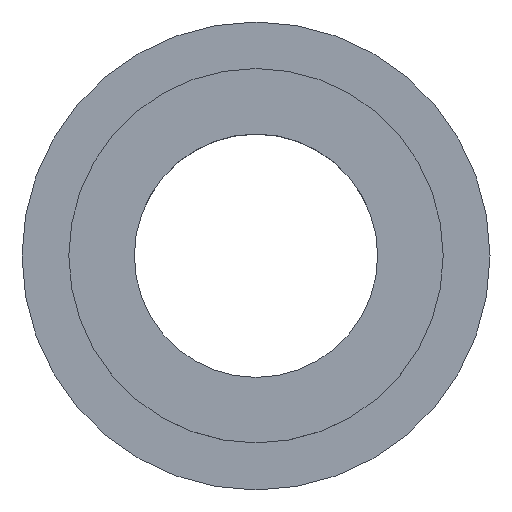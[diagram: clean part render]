
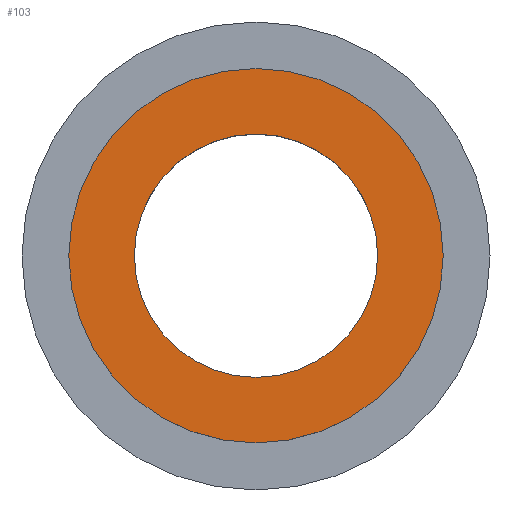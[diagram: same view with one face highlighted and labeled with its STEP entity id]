
A CAD part, top view. The second image highlights one B-rep face of the part: STEP entity #103.
In plain terms, the highlighted planar face has unit normal (0, 0, 1).
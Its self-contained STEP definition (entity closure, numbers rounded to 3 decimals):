
#44=CARTESIAN_POINT('',(1.3,-0.0,0.2));
#45=VERTEX_POINT('',#44);
#46=CARTESIAN_POINT('',(0.0,-0.0,0.2));
#47=DIRECTION('',(0.0,0.0,-1.0));
#48=DIRECTION('',(-1.0,0.0,0.0));
#49=AXIS2_PLACEMENT_3D('',#46,#47,#48);
#50=CIRCLE('',#49,1.3);
#51=EDGE_CURVE('n� 31',#45,#45,#50,.T.);
#84=ORIENTED_EDGE('n� 30',*,*,#51,.T.);
#85=EDGE_LOOP('',(#84));
#86=FACE_BOUND('',#85,.T.);
#87=CARTESIAN_POINT('',(0.0,2.0,0.2));
#88=VERTEX_POINT('',#87);
#89=CARTESIAN_POINT('',(0.0,-0.0,0.2));
#90=DIRECTION('',(0.0,0.0,-1.0));
#91=DIRECTION('',(1.0,0.0,0.0));
#92=AXIS2_PLACEMENT_3D('',#89,#90,#91);
#93=CIRCLE('',#92,2.0);
#94=EDGE_CURVE('n� 73',#88,#88,#93,.T.);
#95=ORIENTED_EDGE('n� 57',*,*,#94,.F.);
#96=EDGE_LOOP('',(#95));
#97=FACE_OUTER_BOUND('',#96,.T.);
#98=CARTESIAN_POINT('',(0.0,2.0,0.2));
#99=DIRECTION('',(0.0,-0.0,1.0));
#100=DIRECTION('',(1.0,0.0,0.0));
#101=AXIS2_PLACEMENT_3D('',#98,#99,#100);
#102=PLANE('',#101);
#103=ADVANCED_FACE('n� 16',(#86,#97),#102,.T.);
